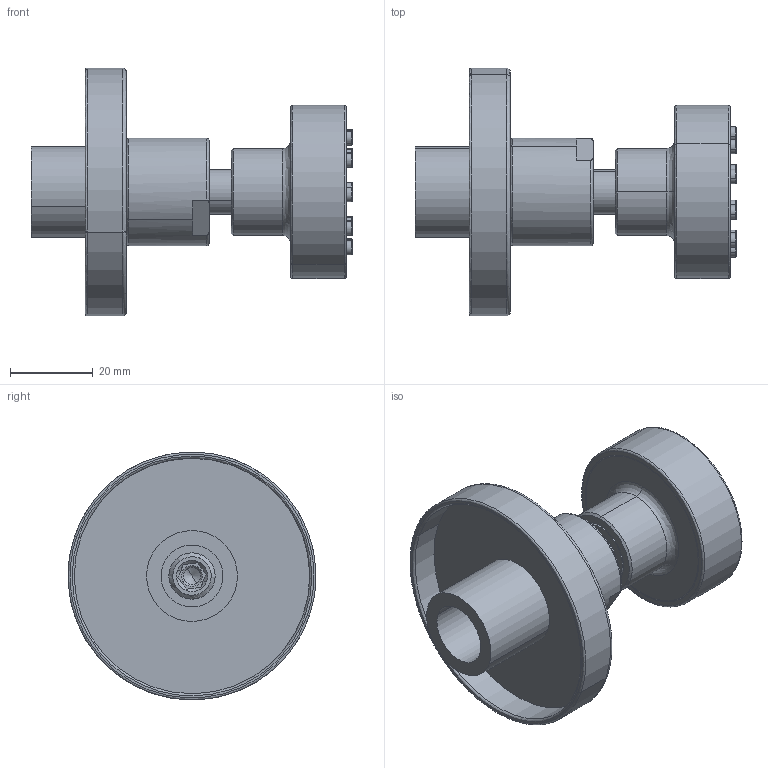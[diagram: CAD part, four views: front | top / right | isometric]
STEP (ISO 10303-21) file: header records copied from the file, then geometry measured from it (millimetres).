
FILE_DESCRIPTION (( 'STEP AP203' ), '1' );
FILE_NAME ('KJ8077411-CM ZP.stp', '2017-05-02T23:35:23', ( 'Sky123.Org' ), ( 'Sky123.Org' ), 'SwSTEP 2.0', 'SolidWorks 2010', '' );
FILE_SCHEMA (( 'CONFIG_CONTROL_DESIGN' ));
Length unit declared in the file: millimetre
Products named in the file (9): T51000241007_19_15_3; T01800201017; T52000961007; T53100263007; T00501401017; T47900501017; T04100801017; J00900701017; KJ8077411-CM  ZP
Assembly tree (8 placements, depth 2):
  KJ8077411-CM  ZP
    T47900501017
    T52000961007
    T00501401017
    T51000241007_19_15_3
    T01800201017
    T04100801017
    J00900701017
    T53100263007
Bounding box: 77.74 x 59.99 x 59.99 mm (x, y, z)
Volume: 38595.8 mm3; surface area: 33519.4 mm2
Topology: 9 solids, 9 shells, 376 faces, 875 edges, 541 vertices
Faces by surface type: cylinder 162, cone 79, plane 69, bspline 66
Entity records: 14546 total; most frequent: CARTESIAN_POINT 4971, DIRECTION 1899, ORIENTED_EDGE 1738, EDGE_CURVE 869, AXIS2_PLACEMENT_3D 817, VERTEX_POINT 541, CIRCLE 496, EDGE_LOOP 486
